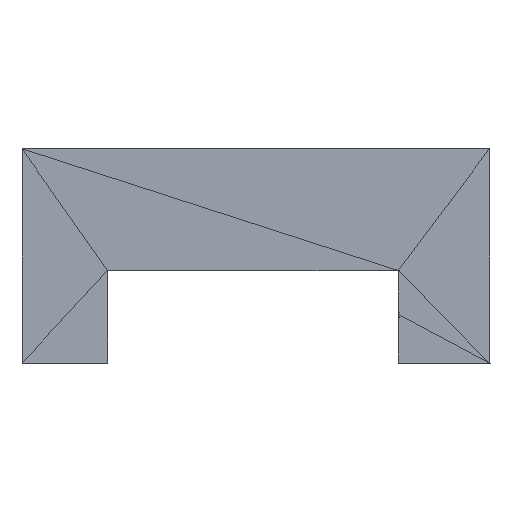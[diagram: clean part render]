
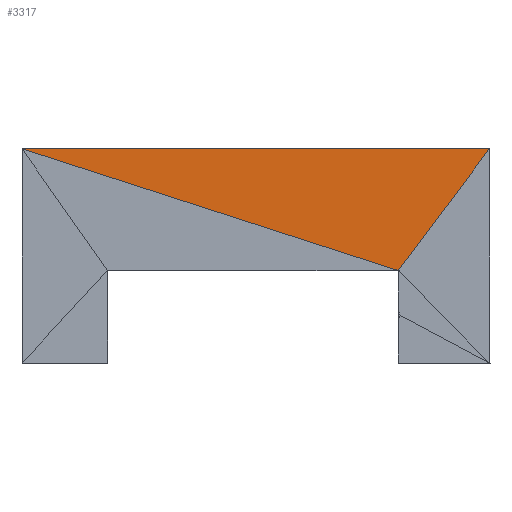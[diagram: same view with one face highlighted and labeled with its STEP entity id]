
A CAD part, front view. The second image highlights one B-rep face of the part: STEP entity #3317.
In plain terms, the highlighted planar face has unit normal (-0.001, -1, 0).
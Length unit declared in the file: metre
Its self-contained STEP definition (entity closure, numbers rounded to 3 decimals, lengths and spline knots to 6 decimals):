
#281=FACE_OUTER_BOUND('',#557,.T.);
#557=EDGE_LOOP('',(#2745,#2746,#2747));
#726=LINE('',#4906,#1140);
#971=LINE('',#5394,#1385);
#972=LINE('',#5396,#1386);
#1140=VECTOR('',#3984,0.01);
#1385=VECTOR('',#4555,0.01);
#1386=VECTOR('',#4558,0.01);
#1404=VERTEX_POINT('',#4614);
#1452=VERTEX_POINT('',#4905);
#1532=VERTEX_POINT('',#5392);
#1692=EDGE_CURVE('',#1452,#1404,#726,.T.);
#1937=EDGE_CURVE('',#1532,#1404,#971,.T.);
#1938=EDGE_CURVE('',#1532,#1452,#972,.T.);
#2745=ORIENTED_EDGE('',*,*,#1938,.T.);
#2746=ORIENTED_EDGE('',*,*,#1692,.T.);
#2747=ORIENTED_EDGE('',*,*,#1937,.F.);
#3041=PLANE('',#3607);
#3317=ADVANCED_FACE('',(#281),#3041,.T.);
#3607=AXIS2_PLACEMENT_3D('',#5395,#4556,#4557);
#3984=DIRECTION('',(0.6,-0.001,0.8));
#4555=DIRECTION('',(1.,-0.001,0.));
#4556=DIRECTION('center_axis',(-0.001,-1.,
0.));
#4557=DIRECTION('ref_axis',(0.,0.,-1.));
#4558=DIRECTION('',(0.951,-0.001,-0.308));
#4614=CARTESIAN_POINT('',(0.009602,-0.00962,0.008799));
#4905=CARTESIAN_POINT('',(0.005852,-0.009617,0.003799));
#4906=CARTESIAN_POINT('',(0.005852,-0.009617,0.003799));
#5392=CARTESIAN_POINT('',(-0.009598,-0.0096,0.008799));
#5394=CARTESIAN_POINT('',(-0.009598,-0.0096,0.008799));
#5395=CARTESIAN_POINT('Origin',(0.009602,-0.00962,
0.008799));
#5396=CARTESIAN_POINT('',(-0.009598,-0.0096,0.008799));
